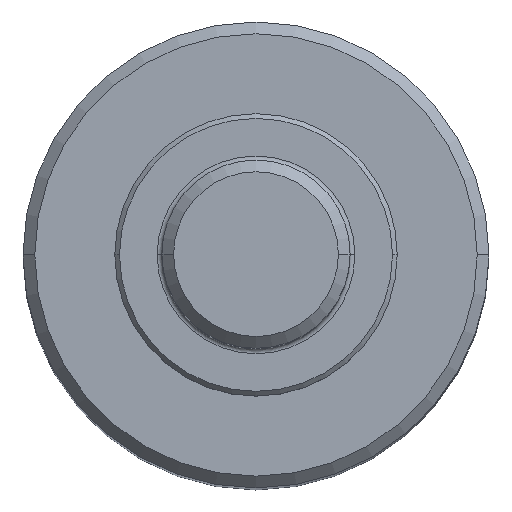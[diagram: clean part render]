
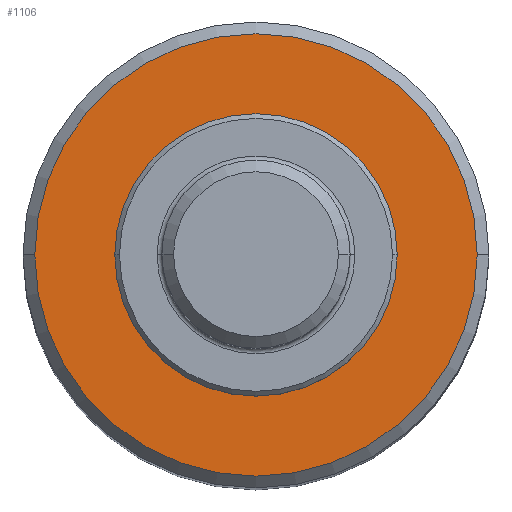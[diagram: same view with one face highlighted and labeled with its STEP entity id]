
A CAD part, top view. The second image highlights one B-rep face of the part: STEP entity #1106.
In plain terms, the highlighted planar face has unit normal (0, 0, 1).
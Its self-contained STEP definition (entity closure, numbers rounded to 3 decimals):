
#23 = VERTEX_POINT ( 'NONE', #394 ) ;
#25 = DIRECTION ( 'NONE',  ( 1., 0., 0. ) ) ;
#33 = CARTESIAN_POINT ( 'NONE',  ( 6., 0., -2. ) ) ;
#44 = DIRECTION ( 'NONE',  ( 1., 0., 0. ) ) ;
#53 = CIRCLE ( 'NONE', #148, 6. ) ;
#83 = DIRECTION ( 'NONE',  ( 1., 0., 0. ) ) ;
#98 = CARTESIAN_POINT ( 'NONE',  ( 0., 0., -2. ) ) ;
#148 = AXIS2_PLACEMENT_3D ( 'NONE', #206, #1180, #956 ) ;
#206 = CARTESIAN_POINT ( 'NONE',  ( 0., 0., -2. ) ) ;
#305 = FACE_OUTER_BOUND ( 'NONE', #995, .T. ) ;
#366 = VERTEX_POINT ( 'NONE', #33 ) ;
#379 = CARTESIAN_POINT ( 'NONE',  ( -6., 0., -2. ) ) ;
#394 = CARTESIAN_POINT ( 'NONE',  ( -9.4, 0., -2. ) ) ;
#422 = ORIENTED_EDGE ( 'NONE', *, *, #1190, .T. ) ;
#429 = VERTEX_POINT ( 'NONE', #772 ) ;
#459 = CARTESIAN_POINT ( 'NONE',  ( 0., 0., -2. ) ) ;
#466 = EDGE_LOOP ( 'NONE', ( #1221, #599 ) ) ;
#537 = PLANE ( 'NONE',  #1158 ) ;
#578 = VERTEX_POINT ( 'NONE', #379 ) ;
#599 = ORIENTED_EDGE ( 'NONE', *, *, #645, .F. ) ;
#645 = EDGE_CURVE ( 'NONE', #578, #366, #1232, .T. ) ;
#661 = DIRECTION ( 'NONE',  ( 0., 0., 1. ) ) ;
#670 = CIRCLE ( 'NONE', #1077, 9.4 ) ;
#700 = DIRECTION ( 'NONE',  ( 0., 0., 1. ) ) ;
#714 = DIRECTION ( 'NONE',  ( 1., 0., 0. ) ) ;
#772 = CARTESIAN_POINT ( 'NONE',  ( 9.4, 0., -2. ) ) ;
#816 = CARTESIAN_POINT ( 'NONE',  ( 0., 0., -2. ) ) ;
#869 = CARTESIAN_POINT ( 'NONE',  ( 0., 0., -2. ) ) ;
#872 = CIRCLE ( 'NONE', #1313, 9.4 ) ;
#956 = DIRECTION ( 'NONE',  ( 1., 0., 0. ) ) ;
#957 = EDGE_CURVE ( 'NONE', #366, #578, #53, .T. ) ;
#972 = DIRECTION ( 'NONE',  ( 0., 0., 1. ) ) ;
#995 = EDGE_LOOP ( 'NONE', ( #422, #1382 ) ) ;
#1054 = FACE_BOUND ( 'NONE', #466, .T. ) ;
#1077 = AXIS2_PLACEMENT_3D ( 'NONE', #98, #700, #83 ) ;
#1106 = ADVANCED_FACE ( 'NONE', ( #305, #1054 ), #537, .T. ) ;
#1116 = AXIS2_PLACEMENT_3D ( 'NONE', #816, #1280, #714 ) ;
#1158 = AXIS2_PLACEMENT_3D ( 'NONE', #869, #972, #25 ) ;
#1180 = DIRECTION ( 'NONE',  ( 0., 0., 1. ) ) ;
#1190 = EDGE_CURVE ( 'NONE', #23, #429, #872, .T. ) ;
#1221 = ORIENTED_EDGE ( 'NONE', *, *, #957, .F. ) ;
#1232 = CIRCLE ( 'NONE', #1116, 6. ) ;
#1280 = DIRECTION ( 'NONE',  ( 0., 0., 1. ) ) ;
#1313 = AXIS2_PLACEMENT_3D ( 'NONE', #459, #661, #44 ) ;
#1382 = ORIENTED_EDGE ( 'NONE', *, *, #1385, .T. ) ;
#1385 = EDGE_CURVE ( 'NONE', #429, #23, #670, .T. ) ;
